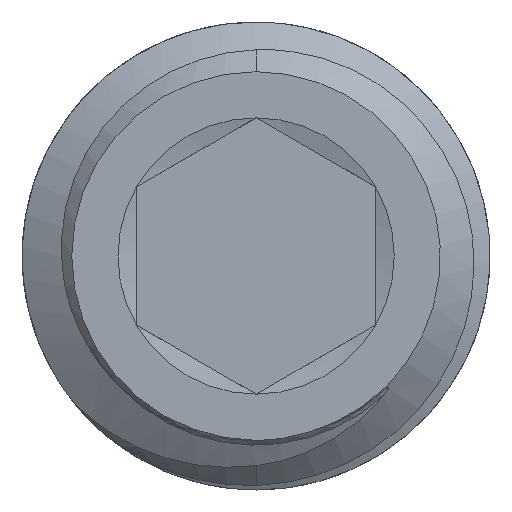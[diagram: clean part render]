
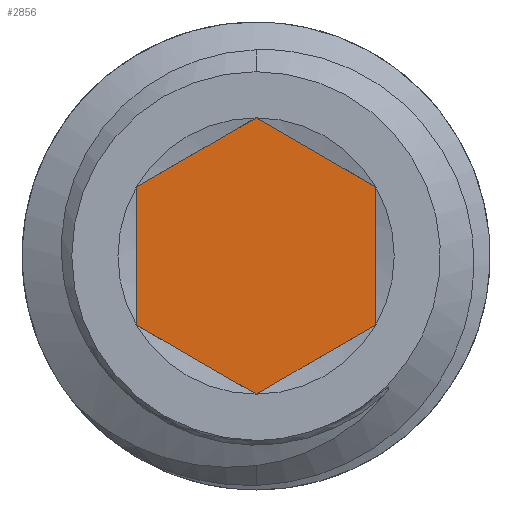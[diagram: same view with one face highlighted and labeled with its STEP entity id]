
A CAD part, front view. The second image highlights one B-rep face of the part: STEP entity #2856.
In plain terms, the highlighted planar face has unit normal (0, -1, 0).
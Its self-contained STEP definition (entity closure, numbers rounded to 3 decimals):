
#31 = CARTESIAN_POINT ( 'NONE',  ( 2.045, -3., -1.181 ) ) ;
#53 = VECTOR ( 'NONE', #2532, 1000. ) ;
#88 = DIRECTION ( 'NONE',  ( -0.866, 0., 0.5 ) ) ;
#323 = VECTOR ( 'NONE', #88, 1000. ) ;
#424 = CARTESIAN_POINT ( 'NONE',  ( 0., -3., -2.361 ) ) ;
#432 = CARTESIAN_POINT ( 'NONE',  ( 0., -3., 2.361 ) ) ;
#445 = VERTEX_POINT ( 'NONE', #424 ) ;
#559 = VECTOR ( 'NONE', #1618, 1000. ) ;
#622 = DIRECTION ( 'NONE',  ( 0., 0., 1. ) ) ;
#671 = ORIENTED_EDGE ( 'NONE', *, *, #2097, .T. ) ;
#829 = DIRECTION ( 'NONE',  ( 0., -1., 0. ) ) ;
#883 = LINE ( 'NONE', #2255, #53 ) ;
#1010 = ORIENTED_EDGE ( 'NONE', *, *, #1816, .T. ) ;
#1028 = LINE ( 'NONE', #1060, #559 ) ;
#1060 = CARTESIAN_POINT ( 'NONE',  ( 0., -3., -2.361 ) ) ;
#1086 = VERTEX_POINT ( 'NONE', #2267 ) ;
#1117 = VECTOR ( 'NONE', #2060, 1000. ) ;
#1251 = LINE ( 'NONE', #2093, #3562 ) ;
#1350 = CARTESIAN_POINT ( 'NONE',  ( 2.045, -3., 1.181 ) ) ;
#1419 = ORIENTED_EDGE ( 'NONE', *, *, #2296, .T. ) ;
#1531 = EDGE_CURVE ( 'NONE', #3758, #1086, #1251, .T. ) ;
#1583 = CARTESIAN_POINT ( 'NONE',  ( 2.045, -3., 1.181 ) ) ;
#1618 = DIRECTION ( 'NONE',  ( 0.866, 0., 0.5 ) ) ;
#1653 = CARTESIAN_POINT ( 'NONE',  ( -2.045, -3., 1.181 ) ) ;
#1683 = VECTOR ( 'NONE', #622, 1000. ) ;
#1730 = FACE_OUTER_BOUND ( 'NONE', #2758, .T. ) ;
#1757 = CARTESIAN_POINT ( 'NONE',  ( 0., -3., 2.361 ) ) ;
#1761 = ORIENTED_EDGE ( 'NONE', *, *, #1531, .T. ) ;
#1816 = EDGE_CURVE ( 'NONE', #2278, #2611, #1970, .T. ) ;
#1898 = EDGE_CURVE ( 'NONE', #1086, #445, #883, .T. ) ;
#1924 = LINE ( 'NONE', #1757, #1117 ) ;
#1970 = LINE ( 'NONE', #31, #1683 ) ;
#2041 = CARTESIAN_POINT ( 'NONE',  ( 0., -3., 0. ) ) ;
#2060 = DIRECTION ( 'NONE',  ( -0.866, 0., -0.5 ) ) ;
#2064 = LINE ( 'NONE', #1583, #323 ) ;
#2093 = CARTESIAN_POINT ( 'NONE',  ( -2.045, -3., 1.181 ) ) ;
#2097 = EDGE_CURVE ( 'NONE', #3307, #3758, #1924, .T. ) ;
#2175 = CARTESIAN_POINT ( 'NONE',  ( 2.045, -3., -1.181 ) ) ;
#2255 = CARTESIAN_POINT ( 'NONE',  ( -2.045, -3., -1.181 ) ) ;
#2267 = CARTESIAN_POINT ( 'NONE',  ( -2.045, -3., -1.181 ) ) ;
#2278 = VERTEX_POINT ( 'NONE', #2175 ) ;
#2296 = EDGE_CURVE ( 'NONE', #2611, #3307, #2064, .T. ) ;
#2300 = ORIENTED_EDGE ( 'NONE', *, *, #1898, .T. ) ;
#2532 = DIRECTION ( 'NONE',  ( 0.866, 0., -0.5 ) ) ;
#2611 = VERTEX_POINT ( 'NONE', #1350 ) ;
#2613 = DIRECTION ( 'NONE',  ( 0., 0., -1. ) ) ;
#2653 = PLANE ( 'NONE',  #2963 ) ;
#2659 = EDGE_CURVE ( 'NONE', #445, #2278, #1028, .T. ) ;
#2758 = EDGE_LOOP ( 'NONE', ( #3340, #1010, #1419, #671, #1761, #2300 ) ) ;
#2856 = ADVANCED_FACE ( 'NONE', ( #1730 ), #2653, .T. ) ;
#2963 = AXIS2_PLACEMENT_3D ( 'NONE', #2041, #829, #2613 ) ;
#2975 = DIRECTION ( 'NONE',  ( 0., 0., -1. ) ) ;
#3307 = VERTEX_POINT ( 'NONE', #432 ) ;
#3340 = ORIENTED_EDGE ( 'NONE', *, *, #2659, .T. ) ;
#3562 = VECTOR ( 'NONE', #2975, 1000. ) ;
#3758 = VERTEX_POINT ( 'NONE', #1653 ) ;
